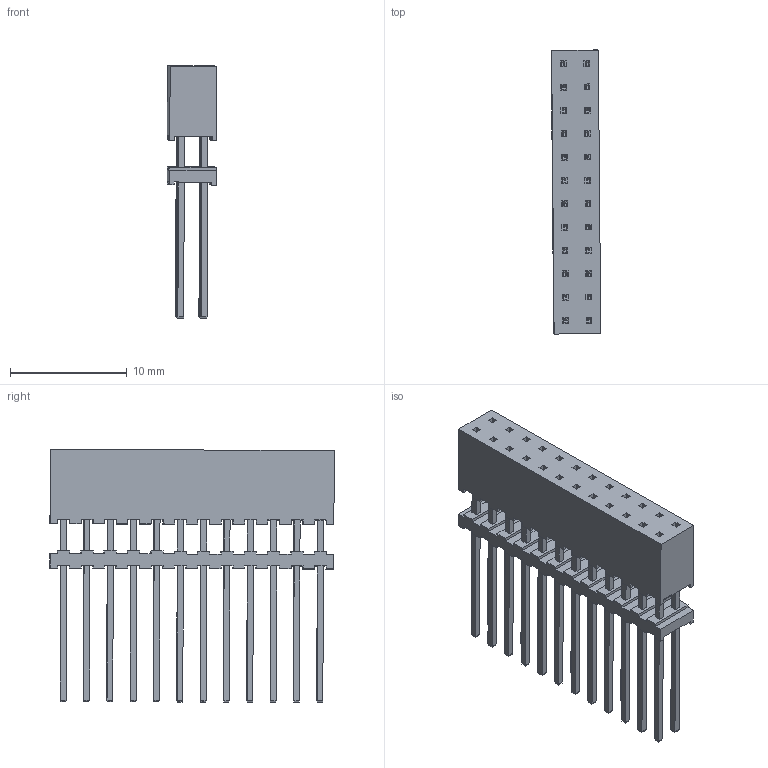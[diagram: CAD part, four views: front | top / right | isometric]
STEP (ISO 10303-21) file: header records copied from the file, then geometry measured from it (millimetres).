
FILE_DESCRIPTION(('FreeCAD Model'),'2;1');
FILE_NAME('Fusion.step','2017-10-21T18:14:07',('kicad StepUp') ,('ksu MCAD'),'Open CASCADE STEP processor 6.8','FreeCAD','Unknown');
FILE_SCHEMA(('AUTOMOTIVE_DESIGN_CC2 { 1 2 10303 214 -1 1 5 4 }'));
Products named in the file (1): Fusion
Bounding box: 4.25 x 24.36 x 21.67 mm (x, y, z)
Volume: 755.4 mm3; surface area: 1856.5 mm2
Topology: 1 solids, 1 shells, 1004 faces, 2664 edges, 1712 vertices
Faces by surface type: plane 956, cylinder 48
Entity records: 67501 total; most frequent: CARTESIAN_POINT 14885, DIRECTION 9234, LINE 6936, VECTOR 6936, ORIENTED_EDGE 5328, PCURVE 5328, DEFINITIONAL_REPRESENTATION 5328, EDGE_CURVE 2664
